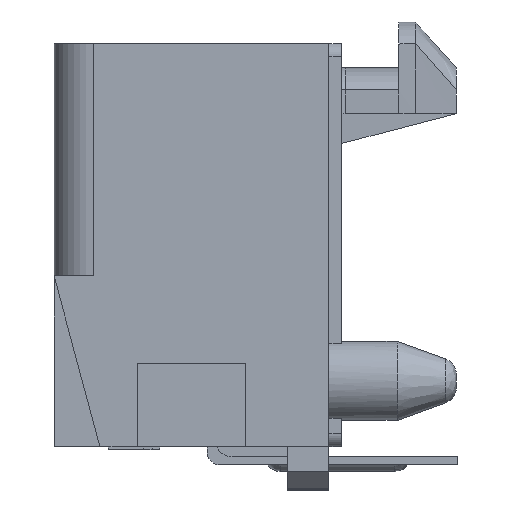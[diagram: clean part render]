
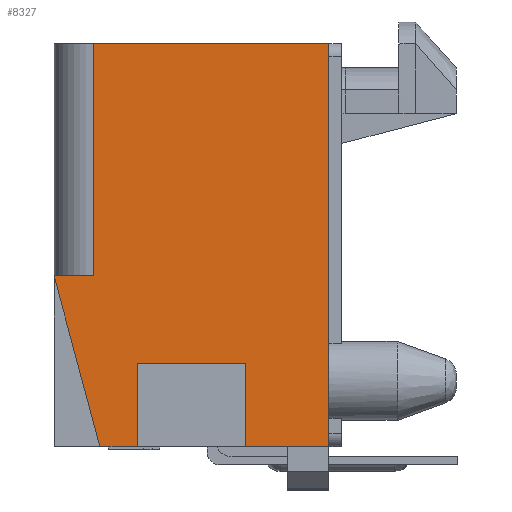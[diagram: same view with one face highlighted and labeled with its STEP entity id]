
A CAD part, left-side view. The second image highlights one B-rep face of the part: STEP entity #8327.
In plain terms, the highlighted planar face has unit normal (-1, 0, 0).
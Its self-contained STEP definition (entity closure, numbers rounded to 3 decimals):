
#199=DIRECTION('',(0.,-1.,0.));
#200=VECTOR('',#199,7.188);
#201=CARTESIAN_POINT('',(-11.633,2.997,0.));
#202=LINE('',#201,#200);
#1444=DIRECTION('',(0.,0.,-1.));
#1445=VECTOR('',#1444,7.08);
#1446=CARTESIAN_POINT('',(-11.633,2.997,0.));
#1447=LINE('',#1446,#1445);
#1448=DIRECTION('',(0.,0.,1.));
#1449=VECTOR('',#1448,2.54);
#1450=CARTESIAN_POINT('',(-11.633,-1.651,-12.294));
#1451=LINE('',#1450,#1449);
#1452=DIRECTION('',(0.,-1.,0.));
#1453=VECTOR('',#1452,3.302);
#1454=CARTESIAN_POINT('',(-11.633,1.651,-9.754));
#1455=LINE('',#1454,#1453);
#1456=DIRECTION('',(0.,0.,1.));
#1457=VECTOR('',#1456,2.54);
#1458=CARTESIAN_POINT('',(-11.633,1.651,-12.294));
#1459=LINE('',#1458,#1457);
#1460=DIRECTION('',(0.,-0.259,-0.966));
#1461=VECTOR('',#1460,5.398);
#1462=CARTESIAN_POINT('',(-11.633,4.191,-7.08));
#1463=LINE('',#1462,#1461);
#1464=DIRECTION('',(0.,-1.,0.));
#1465=VECTOR('',#1464,1.194);
#1466=CARTESIAN_POINT('',(-11.633,4.191,-7.08));
#1467=LINE('',#1466,#1465);
#1476=DIRECTION('',(0.,0.,-1.));
#1477=VECTOR('',#1476,12.294);
#1478=CARTESIAN_POINT('',(-11.633,-4.191,0.));
#1479=LINE('',#1478,#1477);
#2513=DIRECTION('',(0.,-1.,0.));
#2514=VECTOR('',#2513,1.143);
#2515=CARTESIAN_POINT('',(-11.633,2.794,-12.294));
#2516=LINE('',#2515,#2514);
#2529=DIRECTION('',(0.,-1.,0.));
#2530=VECTOR('',#2529,2.54);
#2531=CARTESIAN_POINT('',(-11.633,-1.651,-12.294));
#2532=LINE('',#2531,#2530);
#5221=CARTESIAN_POINT('',(-11.633,-4.191,0.));
#5222=CARTESIAN_POINT('',(-11.633,-4.191,-12.294));
#5223=VERTEX_POINT('',#5221);
#5224=VERTEX_POINT('',#5222);
#5337=CARTESIAN_POINT('',(-11.633,2.794,-12.294));
#5338=VERTEX_POINT('',#5337);
#5561=CARTESIAN_POINT('',(-11.633,1.651,-9.754));
#5562=CARTESIAN_POINT('',(-11.633,-1.651,-9.754));
#5563=VERTEX_POINT('',#5561);
#5564=VERTEX_POINT('',#5562);
#5565=CARTESIAN_POINT('',(-11.633,-1.651,-12.294));
#5566=VERTEX_POINT('',#5565);
#5567=CARTESIAN_POINT('',(-11.633,1.651,-12.294));
#5568=VERTEX_POINT('',#5567);
#6374=CARTESIAN_POINT('',(-11.633,2.997,0.));
#6376=VERTEX_POINT('',#6374);
#6377=CARTESIAN_POINT('',(-11.633,2.997,-7.08));
#6378=VERTEX_POINT('',#6377);
#6381=CARTESIAN_POINT('',(-11.633,4.191,-7.08));
#6382=VERTEX_POINT('',#6381);
#8302=CARTESIAN_POINT('',(-11.633,4.191,0.));
#8303=DIRECTION('',(-1.,0.,0.));
#8304=DIRECTION('',(0.,-1.,0.));
#8305=AXIS2_PLACEMENT_3D('',#8302,#8303,#8304);
#8306=PLANE('',#8305);
#8307=ORIENTED_EDGE('',*,*,#8293,.F.);
#8308=ORIENTED_EDGE('',*,*,#6704,.T.);
#8310=ORIENTED_EDGE('',*,*,#8309,.T.);
#8312=ORIENTED_EDGE('',*,*,#8311,.F.);
#8314=ORIENTED_EDGE('',*,*,#8313,.T.);
#8316=ORIENTED_EDGE('',*,*,#8315,.F.);
#8318=ORIENTED_EDGE('',*,*,#8317,.F.);
#8320=ORIENTED_EDGE('',*,*,#8319,.F.);
#8322=ORIENTED_EDGE('',*,*,#8321,.F.);
#8324=ORIENTED_EDGE('',*,*,#8323,.T.);
#8325=EDGE_LOOP('',(#8307,#8308,#8310,#8312,#8314,#8316,#8318,#8320,#8322,
#8324));
#8326=FACE_OUTER_BOUND('',#8325,.F.);
#6704=EDGE_CURVE('',#6376,#5223,#202,.T.);
#8293=EDGE_CURVE('',#6376,#6378,#1447,.T.);
#8309=EDGE_CURVE('',#5223,#5224,#1479,.T.);
#8311=EDGE_CURVE('',#5566,#5224,#2532,.T.);
#8313=EDGE_CURVE('',#5566,#5564,#1451,.T.);
#8315=EDGE_CURVE('',#5563,#5564,#1455,.T.);
#8317=EDGE_CURVE('',#5568,#5563,#1459,.T.);
#8319=EDGE_CURVE('',#5338,#5568,#2516,.T.);
#8321=EDGE_CURVE('',#6382,#5338,#1463,.T.);
#8323=EDGE_CURVE('',#6382,#6378,#1467,.T.);
#8327=ADVANCED_FACE('',(#8326),#8306,.T.);
